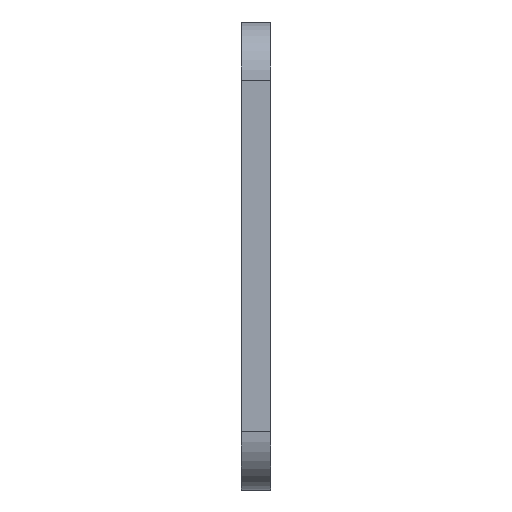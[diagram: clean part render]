
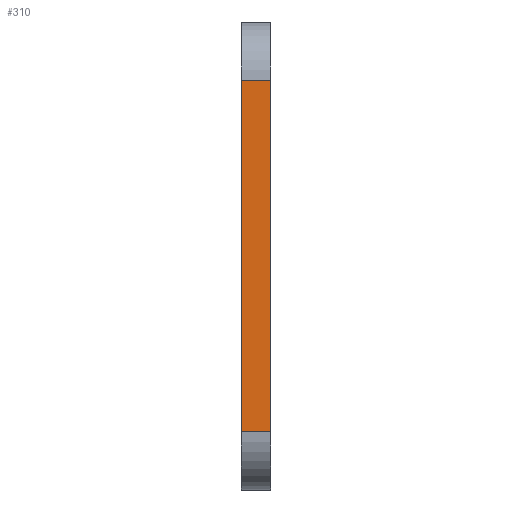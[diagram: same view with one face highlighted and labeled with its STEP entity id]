
A CAD part, left-side view. The second image highlights one B-rep face of the part: STEP entity #310.
In plain terms, the highlighted planar face has unit normal (-1, 0, 0).
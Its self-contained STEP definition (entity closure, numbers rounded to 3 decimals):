
#25 = DIRECTION ( 'NONE',  ( 0., -1., 0. ) ) ;
#33 = DIRECTION ( 'NONE',  ( 0., -1., 0. ) ) ;
#123 = CARTESIAN_POINT ( 'NONE',  ( -146.5, 1., 6. ) ) ;
#157 = FACE_OUTER_BOUND ( 'NONE', #581, .T. ) ;
#167 = PLANE ( 'NONE',  #1229 ) ;
#175 = VECTOR ( 'NONE', #25, 1000. ) ;
#186 = LINE ( 'NONE', #257, #175 ) ;
#233 = DIRECTION ( 'NONE',  ( 0., 0., 1. ) ) ;
#257 = CARTESIAN_POINT ( 'NONE',  ( -146.5, 1., -6. ) ) ;
#269 = EDGE_CURVE ( 'NONE', #802, #781, #186, .T. ) ;
#310 = ADVANCED_FACE ( 'NONE', ( #157 ), #167, .F. ) ;
#581 = EDGE_LOOP ( 'NONE', ( #1007, #687, #952, #1135 ) ) ;
#639 = CARTESIAN_POINT ( 'NONE',  ( -146.5, 1., -6. ) ) ;
#645 = CARTESIAN_POINT ( 'NONE',  ( -146.5, 1., 6. ) ) ;
#687 = ORIENTED_EDGE ( 'NONE', *, *, #1129, .F. ) ;
#692 = DIRECTION ( 'NONE',  ( 0., 0., -1. ) ) ;
#701 = CARTESIAN_POINT ( 'NONE',  ( -146.5, 0., -6. ) ) ;
#736 = CARTESIAN_POINT ( 'NONE',  ( -146.5, 0., 6. ) ) ;
#781 = VERTEX_POINT ( 'NONE', #822 ) ;
#802 = VERTEX_POINT ( 'NONE', #885 ) ;
#822 = CARTESIAN_POINT ( 'NONE',  ( -146.5, 0., -6. ) ) ;
#836 = VERTEX_POINT ( 'NONE', #736 ) ;
#885 = CARTESIAN_POINT ( 'NONE',  ( -146.5, 1., -6. ) ) ;
#952 = ORIENTED_EDGE ( 'NONE', *, *, #1183, .F. ) ;
#1007 = ORIENTED_EDGE ( 'NONE', *, *, #1175, .T. ) ;
#1055 = LINE ( 'NONE', #639, #1082 ) ;
#1067 = VECTOR ( 'NONE', #233, 1000. ) ;
#1076 = DIRECTION ( 'NONE',  ( 0., 0., 1. ) ) ;
#1079 = LINE ( 'NONE', #701, #1067 ) ;
#1082 = VECTOR ( 'NONE', #1076, 1000. ) ;
#1101 = VECTOR ( 'NONE', #33, 1000. ) ;
#1106 = LINE ( 'NONE', #123, #1101 ) ;
#1129 = EDGE_CURVE ( 'NONE', #1164, #836, #1106, .T. ) ;
#1135 = ORIENTED_EDGE ( 'NONE', *, *, #269, .T. ) ;
#1164 = VERTEX_POINT ( 'NONE', #645 ) ;
#1165 = CARTESIAN_POINT ( 'NONE',  ( -146.5, 1., -6. ) ) ;
#1170 = DIRECTION ( 'NONE',  ( 1., 0., 0. ) ) ;
#1175 = EDGE_CURVE ( 'NONE', #781, #836, #1079, .T. ) ;
#1183 = EDGE_CURVE ( 'NONE', #802, #1164, #1055, .T. ) ;
#1229 = AXIS2_PLACEMENT_3D ( 'NONE', #1165, #1170, #692 ) ;
